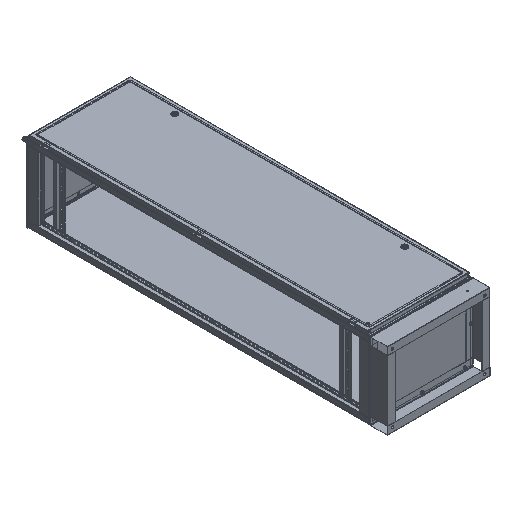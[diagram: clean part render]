
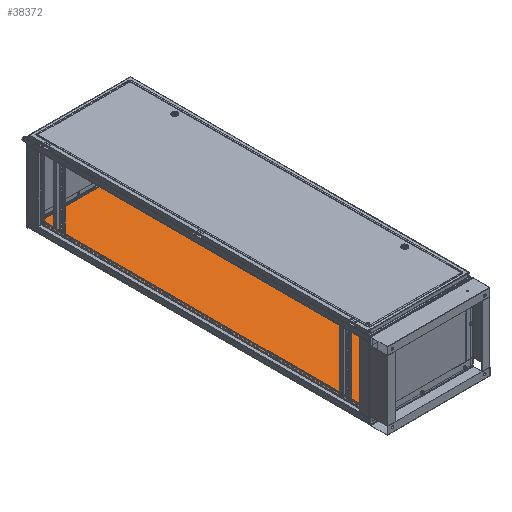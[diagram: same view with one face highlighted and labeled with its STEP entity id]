
A CAD part, isometric view. The second image highlights one B-rep face of the part: STEP entity #38372.
In plain terms, the highlighted face is planar.
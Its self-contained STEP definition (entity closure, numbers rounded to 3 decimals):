
#5834 = CARTESIAN_POINT ( 'NONE',  ( -2., 1.177, -1. ) ) ;
#7670 = VERTEX_POINT ( 'NONE', #35795 ) ;
#8801 = EDGE_CURVE ( 'NONE', #7670, #77168, #13599, .T. ) ;
#10252 = EDGE_CURVE ( 'NONE', #17282, #7670, #75136, .T. ) ;
#11984 = EDGE_CURVE ( 'NONE', #77168, #75631, #43613, .T. ) ;
#13434 = VECTOR ( 'NONE', #21102, 1000. ) ;
#13599 = LINE ( 'NONE', #14092, #13434 ) ;
#14092 = CARTESIAN_POINT ( 'NONE',  ( -1.177, 1998., -1. ) ) ;
#14695 = AXIS2_PLACEMENT_3D ( 'NONE', #91771, #46361, #45366 ) ;
#15116 = CARTESIAN_POINT ( 'NONE',  ( -598.823, 2., -1. ) ) ;
#17282 = VERTEX_POINT ( 'NONE', #32600 ) ;
#19074 = ORIENTED_EDGE ( 'NONE', *, *, #74867, .F. ) ;
#21102 = DIRECTION ( 'NONE',  ( -1., 0., 0. ) ) ;
#23761 = VECTOR ( 'NONE', #54493, 1000. ) ;
#27902 = CARTESIAN_POINT ( 'NONE',  ( -598., 2., -1. ) ) ;
#32600 = CARTESIAN_POINT ( 'NONE',  ( -2., 2., -1. ) ) ;
#34196 = DIRECTION ( 'NONE',  ( 0., -1., 0. ) ) ;
#35490 = ORIENTED_EDGE ( 'NONE', *, *, #10252, .F. ) ;
#35795 = CARTESIAN_POINT ( 'NONE',  ( -2., 1998., -1. ) ) ;
#35986 = VECTOR ( 'NONE', #89612, 1000. ) ;
#38372 = ADVANCED_FACE ( 'NONE', ( #98264 ), #60336, .F. ) ;
#43613 = LINE ( 'NONE', #72107, #50342 ) ;
#45366 = DIRECTION ( 'NONE',  ( 1., 0., 0. ) ) ;
#46015 = LINE ( 'NONE', #15116, #23761 ) ;
#46361 = DIRECTION ( 'NONE',  ( 0., 0., 1. ) ) ;
#50342 = VECTOR ( 'NONE', #34196, 1000. ) ;
#54493 = DIRECTION ( 'NONE',  ( 1., 0., 0. ) ) ;
#60336 = PLANE ( 'NONE',  #14695 ) ;
#68456 = ORIENTED_EDGE ( 'NONE', *, *, #11984, .F. ) ;
#72107 = CARTESIAN_POINT ( 'NONE',  ( -598., 1998.823, -1. ) ) ;
#74867 = EDGE_CURVE ( 'NONE', #75631, #17282, #46015, .T. ) ;
#75136 = LINE ( 'NONE', #5834, #35986 ) ;
#75631 = VERTEX_POINT ( 'NONE', #27902 ) ;
#76173 = ORIENTED_EDGE ( 'NONE', *, *, #8801, .F. ) ;
#77168 = VERTEX_POINT ( 'NONE', #95033 ) ;
#80127 = EDGE_LOOP ( 'NONE', ( #19074, #68456, #76173, #35490 ) ) ;
#89612 = DIRECTION ( 'NONE',  ( 0., 1., 0. ) ) ;
#91771 = CARTESIAN_POINT ( 'NONE',  ( 0., 0., -1. ) ) ;
#95033 = CARTESIAN_POINT ( 'NONE',  ( -598., 1998., -1. ) ) ;
#98264 = FACE_OUTER_BOUND ( 'NONE', #80127, .T. ) ;
